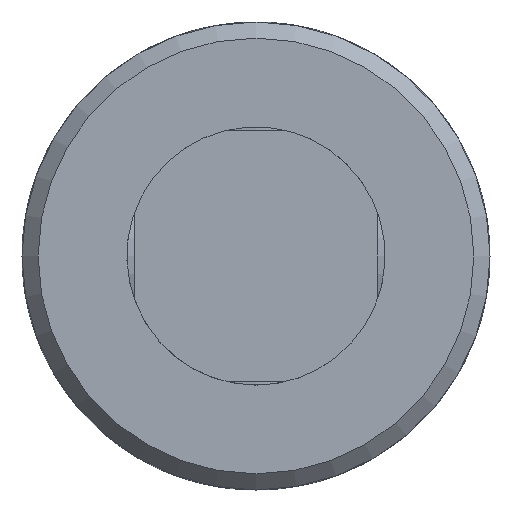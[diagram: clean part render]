
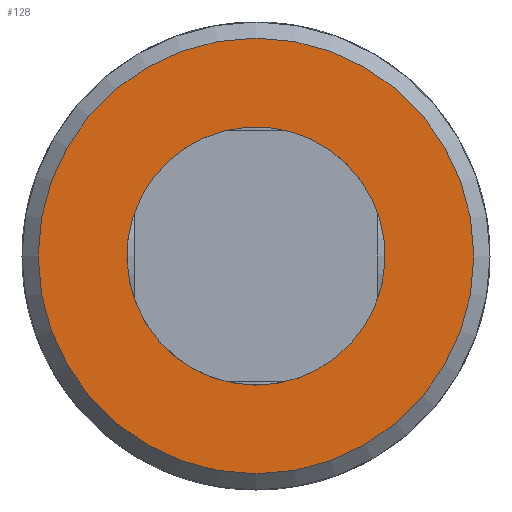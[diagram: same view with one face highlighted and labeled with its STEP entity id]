
A CAD part, left-side view. The second image highlights one B-rep face of the part: STEP entity #128.
In plain terms, the highlighted planar face has unit normal (-1, 0, 0).
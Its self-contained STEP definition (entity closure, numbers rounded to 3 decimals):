
#128 = ADVANCED_FACE( '', ( #253, #254 ), #255, .F. );
#253 = FACE_OUTER_BOUND( '', #399, .T. );
#254 = FACE_BOUND( '', #400, .T. );
#255 = PLANE( '', #401 );
#399 = EDGE_LOOP( '', ( #561 ) );
#400 = EDGE_LOOP( '', ( #562 ) );
#401 = AXIS2_PLACEMENT_3D( '', #563, #564, #565 );
#561 = ORIENTED_EDGE( '', *, *, #809, .F. );
#562 = ORIENTED_EDGE( '', *, *, #810, .T. );
#563 = CARTESIAN_POINT( '', ( 0., 0., 0. ) );
#564 = DIRECTION( '', ( 1., 0., 0. ) );
#565 = DIRECTION( '', ( 0., 0., -1. ) );
#809 = EDGE_CURVE( '', #931, #931, #932, .T. );
#810 = EDGE_CURVE( '', #933, #933, #934, .T. );
#931 = VERTEX_POINT( '', #1339 );
#932 = CIRCLE( '', #1340, 27. );
#933 = VERTEX_POINT( '', #1341 );
#934 = CIRCLE( '', #1342, 16. );
#1339 = CARTESIAN_POINT( '', ( 0., 0., -27. ) );
#1340 = AXIS2_PLACEMENT_3D( '', #1674, #1675, #1676 );
#1341 = CARTESIAN_POINT( '', ( 0., 0., -16. ) );
#1342 = AXIS2_PLACEMENT_3D( '', #1677, #1678, #1679 );
#1674 = CARTESIAN_POINT( '', ( 0., 0., 0. ) );
#1675 = DIRECTION( '', ( 1., 0., 0. ) );
#1676 = DIRECTION( '', ( 0., 0., -1. ) );
#1677 = CARTESIAN_POINT( '', ( 0., 0., 0. ) );
#1678 = DIRECTION( '', ( 1., 0., 0. ) );
#1679 = DIRECTION( '', ( 0., 0., -1. ) );
